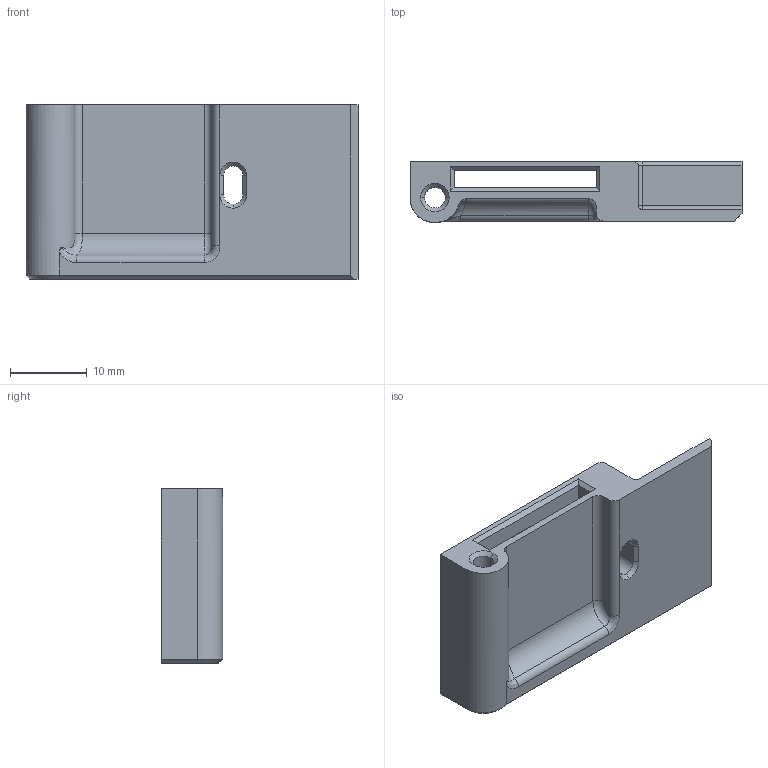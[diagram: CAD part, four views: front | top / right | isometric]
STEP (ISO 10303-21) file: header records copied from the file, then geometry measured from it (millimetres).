
FILE_DESCRIPTION (( 'STEP AP214' ), '1' );
FILE_NAME ('WingBasev2.STEP', '2019-09-17T04:48:08', ( '' ), ( '' ), 'SwSTEP 2.0', 'SolidWorks 2017', '' );
FILE_SCHEMA (( 'AUTOMOTIVE_DESIGN' ));
Length unit declared in the file: millimetre
Products named in the file (1): WingBasev2
Bounding box: 43.25 x 8 x 22.7 mm (x, y, z)
Volume: 3647.1 mm3; surface area: 4077.6 mm2
Topology: 1 solids, 1 shells, 71 faces, 176 edges, 105 vertices
Faces by surface type: plane 39, cylinder 15, cone 12, bspline 3, sphere 1, torus 1
Entity records: 2287 total; most frequent: CARTESIAN_POINT 569, ORIENTED_EDGE 350, DIRECTION 348, EDGE_CURVE 175, VECTOR 124, LINE 124, AXIS2_PLACEMENT_3D 112, VERTEX_POINT 105
